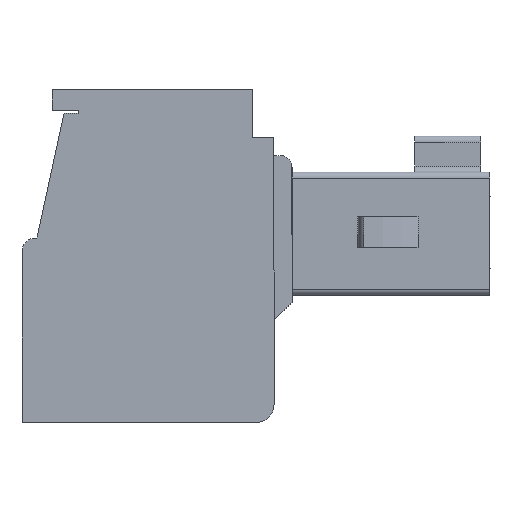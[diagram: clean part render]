
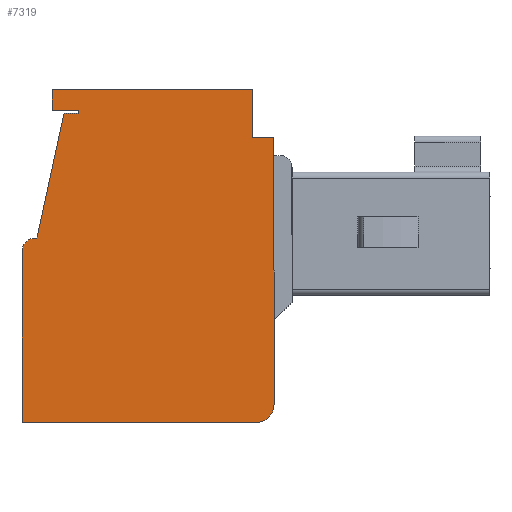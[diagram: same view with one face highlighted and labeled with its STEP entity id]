
A CAD part, left-side view. The second image highlights one B-rep face of the part: STEP entity #7319.
In plain terms, the highlighted planar face has unit normal (-1, 0, 0).
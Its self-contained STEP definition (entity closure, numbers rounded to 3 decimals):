
#943 = EDGE_CURVE ( 'NONE', #3937, #4159, #20551, .T. ) ;
#1362 = ORIENTED_EDGE ( 'NONE', *, *, #7666, .T. ) ;
#1540 = ORIENTED_EDGE ( 'NONE', *, *, #4207, .T. ) ;
#1749 = CARTESIAN_POINT ( 'NONE',  ( 0., 15.6, 11.1 ) ) ;
#1784 = DIRECTION ( 'NONE',  ( 0., -1., 0. ) ) ;
#1989 = EDGE_LOOP ( 'NONE', ( #6000, #24427, #25995, #8195, #2302, #1540, #6656, #21030, #3357, #13965, #22046, #18461, #20117, #1362 ) ) ;
#2040 = VECTOR ( 'NONE', #11989, 1000. ) ;
#2066 = DIRECTION ( 'NONE',  ( 0., 0., -1. ) ) ;
#2302 = ORIENTED_EDGE ( 'NONE', *, *, #10844, .F. ) ;
#2412 = VECTOR ( 'NONE', #1784, 1000. ) ;
#2504 = CARTESIAN_POINT ( 'NONE',  ( 0., 15.6, 5.7 ) ) ;
#2756 = LINE ( 'NONE', #6888, #16003 ) ;
#3163 = VECTOR ( 'NONE', #20099, 1000. ) ;
#3264 = AXIS2_PLACEMENT_3D ( 'NONE', #9511, #19679, #25898 ) ;
#3281 = EDGE_CURVE ( 'NONE', #25133, #24313, #9816, .T. ) ;
#3357 = ORIENTED_EDGE ( 'NONE', *, *, #22349, .T. ) ;
#3359 = VERTEX_POINT ( 'NONE', #17067 ) ;
#3937 = VERTEX_POINT ( 'NONE', #25028 ) ;
#4159 = VERTEX_POINT ( 'NONE', #25477 ) ;
#4207 = EDGE_CURVE ( 'NONE', #26145, #20000, #23172, .T. ) ;
#4307 = VERTEX_POINT ( 'NONE', #2504 ) ;
#4502 = EDGE_CURVE ( 'NONE', #11574, #3359, #25746, .T. ) ;
#4770 = CARTESIAN_POINT ( 'NONE',  ( 0., 14.6, 11.1 ) ) ;
#4866 = DIRECTION ( 'NONE',  ( 0., 0., 1. ) ) ;
#4990 = CARTESIAN_POINT ( 'NONE',  ( 0., 13.7, 10.3 ) ) ;
#5382 = CARTESIAN_POINT ( 'NONE',  ( 0., 15.6, 0. ) ) ;
#5809 = DIRECTION ( 'NONE',  ( 0., 0., -1. ) ) ;
#6000 = ORIENTED_EDGE ( 'NONE', *, *, #943, .T. ) ;
#6084 = FACE_OUTER_BOUND ( 'NONE', #1989, .T. ) ;
#6165 = CARTESIAN_POINT ( 'NONE',  ( 0., 14.6, 10.4 ) ) ;
#6247 = VERTEX_POINT ( 'NONE', #23003 ) ;
#6381 = VERTEX_POINT ( 'NONE', #24785 ) ;
#6656 = ORIENTED_EDGE ( 'NONE', *, *, #9541, .T. ) ;
#6883 = CARTESIAN_POINT ( 'NONE',  ( 0., 7.92, 11.1 ) ) ;
#6888 = CARTESIAN_POINT ( 'NONE',  ( 0., 7.92, 11.1 ) ) ;
#7141 = DIRECTION ( 'NONE',  ( 0., -1., 0. ) ) ;
#7319 = ADVANCED_FACE ( 'NONE', ( #6084 ), #24473, .F. ) ;
#7666 = EDGE_CURVE ( 'NONE', #6381, #3937, #15512, .T. ) ;
#7689 = VECTOR ( 'NONE', #13168, 1000. ) ;
#7966 = DIRECTION ( 'NONE',  ( 0., 1., 0. ) ) ;
#8151 = CARTESIAN_POINT ( 'NONE',  ( 0., 15.6, 11.1 ) ) ;
#8195 = ORIENTED_EDGE ( 'NONE', *, *, #8404, .T. ) ;
#8404 = EDGE_CURVE ( 'NONE', #15349, #10385, #2756, .T. ) ;
#9277 = CARTESIAN_POINT ( 'NONE',  ( 0., 7.2, 9.5 ) ) ;
#9511 = CARTESIAN_POINT ( 'NONE',  ( 0., 15.15, 5.7 ) ) ;
#9541 = EDGE_CURVE ( 'NONE', #20000, #25133, #18180, .T. ) ;
#9816 = LINE ( 'NONE', #24548, #3163 ) ;
#9950 = LINE ( 'NONE', #18056, #17054 ) ;
#10083 = DIRECTION ( 'NONE',  ( 0., 0., 1. ) ) ;
#10385 = VERTEX_POINT ( 'NONE', #6883 ) ;
#10622 = VECTOR ( 'NONE', #14369, 1000. ) ;
#10844 = EDGE_CURVE ( 'NONE', #26145, #10385, #20051, .T. ) ;
#11131 = AXIS2_PLACEMENT_3D ( 'NONE', #12469, #24187, #2066 ) ;
#11574 = VERTEX_POINT ( 'NONE', #12003 ) ;
#11867 = LINE ( 'NONE', #8151, #2040 ) ;
#11989 = DIRECTION ( 'NONE',  ( 0., 0., 1. ) ) ;
#12003 = CARTESIAN_POINT ( 'NONE',  ( 0., 15.1, 6.15 ) ) ;
#12469 = CARTESIAN_POINT ( 'NONE',  ( 0., 7.8, 0.6 ) ) ;
#12732 = CARTESIAN_POINT ( 'NONE',  ( 0., 13.7, 10.3 ) ) ;
#13168 = DIRECTION ( 'NONE',  ( 0., 1., 0. ) ) ;
#13643 = CARTESIAN_POINT ( 'NONE',  ( 0., 14.6, 11.1 ) ) ;
#13950 = EDGE_CURVE ( 'NONE', #24471, #15349, #9950, .T. ) ;
#13965 = ORIENTED_EDGE ( 'NONE', *, *, #22509, .T. ) ;
#13970 = CARTESIAN_POINT ( 'NONE',  ( 0., 7.92, 9.5 ) ) ;
#14369 = DIRECTION ( 'NONE',  ( 0., 0.212, -0.977 ) ) ;
#15029 = VECTOR ( 'NONE', #21127, 1000. ) ;
#15349 = VERTEX_POINT ( 'NONE', #13970 ) ;
#15512 = LINE ( 'NONE', #5382, #24593 ) ;
#15835 = LINE ( 'NONE', #20565, #10622 ) ;
#16003 = VECTOR ( 'NONE', #4866, 1000. ) ;
#16228 = EDGE_CURVE ( 'NONE', #6381, #4307, #11867, .T. ) ;
#17054 = VECTOR ( 'NONE', #7966, 1000. ) ;
#17067 = CARTESIAN_POINT ( 'NONE',  ( 0., 15.15, 6.15 ) ) ;
#17239 = AXIS2_PLACEMENT_3D ( 'NONE', #18838, #21007, #5809 ) ;
#18012 = DIRECTION ( 'NONE',  ( 0., -1., 0. ) ) ;
#18056 = CARTESIAN_POINT ( 'NONE',  ( 0., 7.92, 9.5 ) ) ;
#18180 = LINE ( 'NONE', #26476, #2412 ) ;
#18461 = ORIENTED_EDGE ( 'NONE', *, *, #23902, .T. ) ;
#18838 = CARTESIAN_POINT ( 'NONE',  ( 0., 15.6, 11.1 ) ) ;
#19484 = VECTOR ( 'NONE', #10083, 1000. ) ;
#19679 = DIRECTION ( 'NONE',  ( -1., 0., 0. ) ) ;
#20000 = VERTEX_POINT ( 'NONE', #6165 ) ;
#20051 = LINE ( 'NONE', #1749, #21795 ) ;
#20099 = DIRECTION ( 'NONE',  ( 0., 0., -1. ) ) ;
#20117 = ORIENTED_EDGE ( 'NONE', *, *, #16228, .F. ) ;
#20551 = CIRCLE ( 'NONE', #11131, 0.6 ) ;
#20565 = CARTESIAN_POINT ( 'NONE',  ( 0., 15.1, 6.15 ) ) ;
#20643 = VECTOR ( 'NONE', #26166, 1000. ) ;
#21007 = DIRECTION ( 'NONE',  ( 1., 0., 0. ) ) ;
#21030 = ORIENTED_EDGE ( 'NONE', *, *, #3281, .T. ) ;
#21127 = DIRECTION ( 'NONE',  ( 0., 0., -1. ) ) ;
#21591 = CIRCLE ( 'NONE', #3264, 0.45 ) ;
#21795 = VECTOR ( 'NONE', #18012, 1000. ) ;
#21814 = CARTESIAN_POINT ( 'NONE',  ( 0., 15.15, 6.15 ) ) ;
#21977 = EDGE_CURVE ( 'NONE', #4159, #24471, #26215, .T. ) ;
#22046 = ORIENTED_EDGE ( 'NONE', *, *, #4502, .T. ) ;
#22349 = EDGE_CURVE ( 'NONE', #24313, #6247, #23372, .T. ) ;
#22509 = EDGE_CURVE ( 'NONE', #6247, #11574, #15835, .T. ) ;
#23003 = CARTESIAN_POINT ( 'NONE',  ( 0., 14.2, 10.3 ) ) ;
#23172 = LINE ( 'NONE', #4770, #15029 ) ;
#23372 = LINE ( 'NONE', #4990, #7689 ) ;
#23902 = EDGE_CURVE ( 'NONE', #3359, #4307, #21591, .T. ) ;
#24187 = DIRECTION ( 'NONE',  ( -1., 0., 0. ) ) ;
#24305 = CARTESIAN_POINT ( 'NONE',  ( 0., 7.2, 9.5 ) ) ;
#24313 = VERTEX_POINT ( 'NONE', #12732 ) ;
#24427 = ORIENTED_EDGE ( 'NONE', *, *, #21977, .T. ) ;
#24471 = VERTEX_POINT ( 'NONE', #9277 ) ;
#24473 = PLANE ( 'NONE',  #17239 ) ;
#24548 = CARTESIAN_POINT ( 'NONE',  ( 0., 13.7, 10.4 ) ) ;
#24593 = VECTOR ( 'NONE', #7141, 1000. ) ;
#24611 = CARTESIAN_POINT ( 'NONE',  ( 0., 13.7, 10.4 ) ) ;
#24785 = CARTESIAN_POINT ( 'NONE',  ( 0., 15.6, 0. ) ) ;
#25028 = CARTESIAN_POINT ( 'NONE',  ( 0., 7.8, 0. ) ) ;
#25133 = VERTEX_POINT ( 'NONE', #24611 ) ;
#25477 = CARTESIAN_POINT ( 'NONE',  ( 0., 7.2, 0.6 ) ) ;
#25746 = LINE ( 'NONE', #21814, #20643 ) ;
#25898 = DIRECTION ( 'NONE',  ( 0., 0., 1. ) ) ;
#25995 = ORIENTED_EDGE ( 'NONE', *, *, #13950, .T. ) ;
#26145 = VERTEX_POINT ( 'NONE', #13643 ) ;
#26166 = DIRECTION ( 'NONE',  ( 0., 1., 0. ) ) ;
#26215 = LINE ( 'NONE', #24305, #19484 ) ;
#26476 = CARTESIAN_POINT ( 'NONE',  ( 0., 14.6, 10.4 ) ) ;
